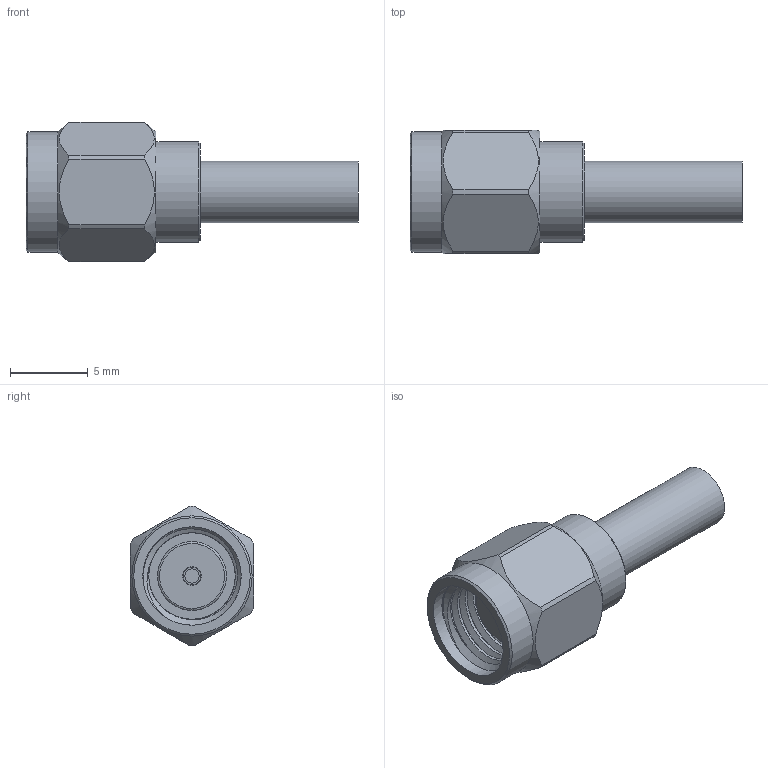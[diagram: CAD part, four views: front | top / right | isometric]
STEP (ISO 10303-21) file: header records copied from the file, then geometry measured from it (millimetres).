
FILE_DESCRIPTION (( 'STEP AP203' ), '1' );
FILE_NAME ('PE45183_3D.step', '2021-08-11T14:43:54', ( '' ), ( '' ), 'SwSTEP 2.0', 'SolidWorks 2021', '' );
FILE_SCHEMA (( 'CONFIG_CONTROL_DESIGN' ));
Length unit declared in the file: inch
Products named in the file (1): PE45183_3D
Bounding box: 21.41 x 7.94 x 8.99 mm (x, y, z)
Volume: 489.8 mm3; surface area: 940.4 mm2
Topology: 3 solids, 3 shells, 75 faces, 193 edges, 130 vertices
Faces by surface type: plane 31, cylinder 29, cone 11, bspline 4
Full cylindrical faces by diameter (mm): 0.406 x2, 0.914 x1, 1.194 x1, 1.27 x1, 1.651 x1, 2.705 x1, 3.2 x1, 3.962 x1, 4.445 x1, 6.35 x6, 6.502 x1, 7.762 x1
Entity records: 4349 total; most frequent: CARTESIAN_POINT 2805, ORIENTED_EDGE 314, DIRECTION 264, EDGE_CURVE 157, VERTEX_POINT 121, AXIS2_PLACEMENT_3D 118, EDGE_LOOP 100, FACE_OUTER_BOUND 83
